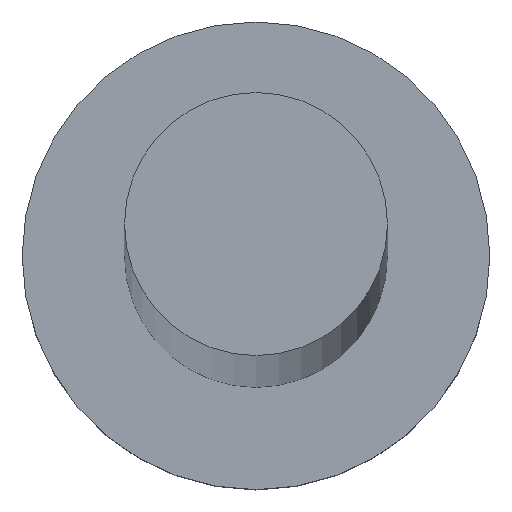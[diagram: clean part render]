
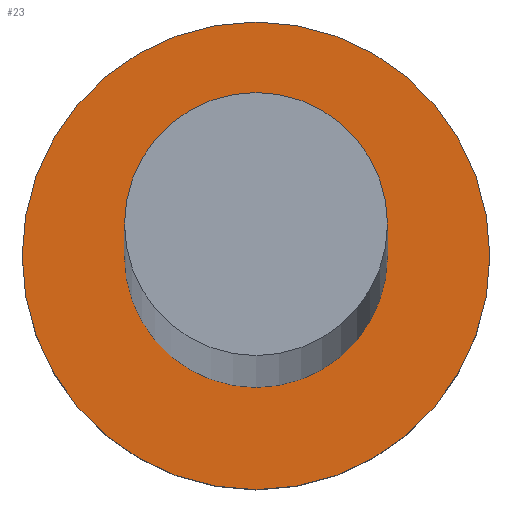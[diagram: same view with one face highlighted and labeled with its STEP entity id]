
A CAD part, top view. The second image highlights one B-rep face of the part: STEP entity #23.
In plain terms, the highlighted planar face has unit normal (0, 0, 1).
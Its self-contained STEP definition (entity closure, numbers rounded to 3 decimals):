
#6 = VERTEX_POINT ( 'NONE', #222 ) ;
#20 = CARTESIAN_POINT ( 'NONE',  ( 0., 0., 3. ) ) ;
#21 = EDGE_CURVE ( 'NONE', #133, #226, #62, .T. ) ;
#23 = ADVANCED_FACE ( 'NONE', ( #251, #60 ), #220, .T. ) ;
#34 = DIRECTION ( 'NONE',  ( 1., 0., 0. ) ) ;
#44 = DIRECTION ( 'NONE',  ( 0., 0., 1. ) ) ;
#51 = CARTESIAN_POINT ( 'NONE',  ( 2.25, 0., 3. ) ) ;
#60 = FACE_OUTER_BOUND ( 'NONE', #126, .T. ) ;
#61 = DIRECTION ( 'NONE',  ( 1., 0., 0. ) ) ;
#62 = CIRCLE ( 'NONE', #216, 2.25 ) ;
#63 = DIRECTION ( 'NONE',  ( 1., 0., 0. ) ) ;
#70 = EDGE_CURVE ( 'NONE', #226, #133, #188, .T. ) ;
#81 = AXIS2_PLACEMENT_3D ( 'NONE', #118, #158, #63 ) ;
#86 = CIRCLE ( 'NONE', #210, 4. ) ;
#93 = DIRECTION ( 'NONE',  ( 0., 0., 1. ) ) ;
#97 = CIRCLE ( 'NONE', #108, 4. ) ;
#108 = AXIS2_PLACEMENT_3D ( 'NONE', #230, #44, #170 ) ;
#118 = CARTESIAN_POINT ( 'NONE',  ( 0., 0., 3. ) ) ;
#119 = EDGE_CURVE ( 'NONE', #6, #201, #86, .T. ) ;
#126 = EDGE_LOOP ( 'NONE', ( #182, #151 ) ) ;
#133 = VERTEX_POINT ( 'NONE', #51 ) ;
#135 = CARTESIAN_POINT ( 'NONE',  ( -2.25, 0., 3. ) ) ;
#137 = EDGE_CURVE ( 'NONE', #201, #6, #97, .T. ) ;
#151 = ORIENTED_EDGE ( 'NONE', *, *, #137, .T. ) ;
#153 = DIRECTION ( 'NONE',  ( 1., 0., 0. ) ) ;
#158 = DIRECTION ( 'NONE',  ( 0., 0., 1. ) ) ;
#159 = AXIS2_PLACEMENT_3D ( 'NONE', #236, #93, #34 ) ;
#160 = ORIENTED_EDGE ( 'NONE', *, *, #21, .F. ) ;
#163 = EDGE_LOOP ( 'NONE', ( #231, #160 ) ) ;
#170 = DIRECTION ( 'NONE',  ( 1., 0., 0. ) ) ;
#180 = CARTESIAN_POINT ( 'NONE',  ( 4., 0., 3. ) ) ;
#182 = ORIENTED_EDGE ( 'NONE', *, *, #119, .T. ) ;
#188 = CIRCLE ( 'NONE', #81, 2.25 ) ;
#191 = DIRECTION ( 'NONE',  ( 0., 0., 1. ) ) ;
#192 = CARTESIAN_POINT ( 'NONE',  ( 0., 0., 3. ) ) ;
#201 = VERTEX_POINT ( 'NONE', #180 ) ;
#210 = AXIS2_PLACEMENT_3D ( 'NONE', #192, #191, #153 ) ;
#216 = AXIS2_PLACEMENT_3D ( 'NONE', #20, #238, #61 ) ;
#220 = PLANE ( 'NONE',  #159 ) ;
#222 = CARTESIAN_POINT ( 'NONE',  ( -4., 0., 3. ) ) ;
#226 = VERTEX_POINT ( 'NONE', #135 ) ;
#230 = CARTESIAN_POINT ( 'NONE',  ( 0., 0., 3. ) ) ;
#231 = ORIENTED_EDGE ( 'NONE', *, *, #70, .F. ) ;
#236 = CARTESIAN_POINT ( 'NONE',  ( 0., 0., 3. ) ) ;
#238 = DIRECTION ( 'NONE',  ( 0., 0., 1. ) ) ;
#251 = FACE_BOUND ( 'NONE', #163, .T. ) ;
